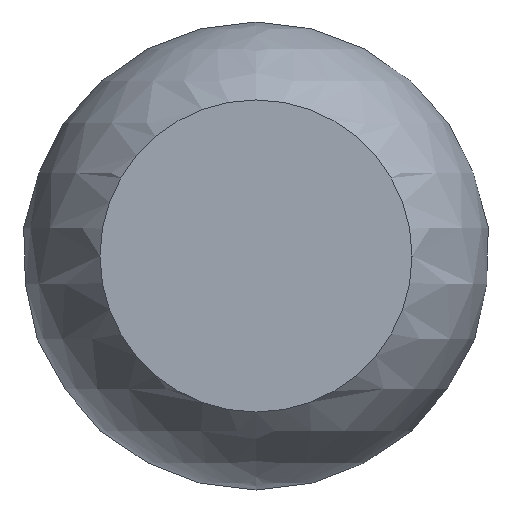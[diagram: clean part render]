
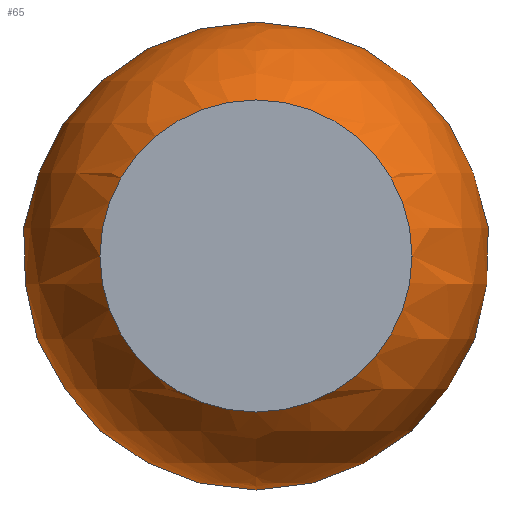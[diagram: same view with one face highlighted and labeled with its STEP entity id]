
A CAD part, left-side view. The second image highlights one B-rep face of the part: STEP entity #65.
In plain terms, the highlighted spherical face has radius 4.763 mm.
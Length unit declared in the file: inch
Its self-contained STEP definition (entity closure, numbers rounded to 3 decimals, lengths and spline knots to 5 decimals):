
#19=SPHERICAL_SURFACE('',#75,0.1875);
#25=FACE_OUTER_BOUND('',#28,.T.);
#28=EDGE_LOOP('',(#55,#56,#57,#58,#59,#60,#61));
#30=CIRCLE('',#72,0.125);
#31=CIRCLE('',#73,0.125);
#32=CIRCLE('',#74,0.125);
#33=CIRCLE('',#76,0.1875);
#34=CIRCLE('',#77,0.1875);
#36=VERTEX_POINT('',#110);
#37=VERTEX_POINT('',#111);
#38=VERTEX_POINT('',#113);
#39=VERTEX_POINT('',#118);
#40=VERTEX_POINT('',#120);
#42=EDGE_CURVE('',#36,#37,#30,.T.);
#43=EDGE_CURVE('',#38,#36,#31,.T.);
#45=EDGE_CURVE('',#37,#38,#32,.T.);
#46=EDGE_CURVE('',#39,#37,#33,.T.);
#47=EDGE_CURVE('',#36,#40,#34,.T.);
#55=ORIENTED_EDGE('',*,*,#42,.T.);
#56=ORIENTED_EDGE('',*,*,#46,.F.);
#57=ORIENTED_EDGE('',*,*,#46,.T.);
#58=ORIENTED_EDGE('',*,*,#45,.T.);
#59=ORIENTED_EDGE('',*,*,#43,.T.);
#60=ORIENTED_EDGE('',*,*,#47,.T.);
#61=ORIENTED_EDGE('',*,*,#47,.F.);
#65=ADVANCED_FACE('',(#25),#19,.T.);
#72=AXIS2_PLACEMENT_3D('',#112,#89,#90);
#73=AXIS2_PLACEMENT_3D('',#114,#91,#92);
#74=AXIS2_PLACEMENT_3D('',#116,#94,#95);
#75=AXIS2_PLACEMENT_3D('',#117,#96,#97);
#76=AXIS2_PLACEMENT_3D('',#119,#98,#99);
#77=AXIS2_PLACEMENT_3D('',#121,#100,#101);
#89=DIRECTION('center_axis',(1.,0.,0.));
#90=DIRECTION('ref_axis',(0.,0.,-1.));
#91=DIRECTION('center_axis',(1.,0.,0.));
#92=DIRECTION('ref_axis',(0.,0.,-1.));
#94=DIRECTION('center_axis',(1.,0.,0.));
#95=DIRECTION('ref_axis',(0.,0.,-1.));
#96=DIRECTION('center_axis',(0.,0.,1.));
#97=DIRECTION('ref_axis',(1.,0.,0.));
#98=DIRECTION('center_axis',(0.,-1.,0.));
#99=DIRECTION('ref_axis',(-1.,0.,0.));
#100=DIRECTION('center_axis',(0.,-1.,0.));
#101=DIRECTION('ref_axis',(-1.,0.,0.));
#110=CARTESIAN_POINT('',(-3.03518,0.875,-0.125));
#111=CARTESIAN_POINT('',(-3.03518,0.875,0.125));
#112=CARTESIAN_POINT('Origin',(-3.03518,0.875,0.));
#113=CARTESIAN_POINT('',(-3.03518,0.75,0.));
#114=CARTESIAN_POINT('Origin',(-3.03518,0.875,0.));
#116=CARTESIAN_POINT('Origin',(-3.03518,0.875,0.));
#117=CARTESIAN_POINT('Origin',(-2.89543,0.875,0.));
#118=CARTESIAN_POINT('',(-2.89543,0.875,0.1875));
#119=CARTESIAN_POINT('Origin',(-2.89543,0.875,0.));
#120=CARTESIAN_POINT('',(-2.89543,0.875,-0.1875));
#121=CARTESIAN_POINT('Origin',(-2.89543,0.875,0.));
